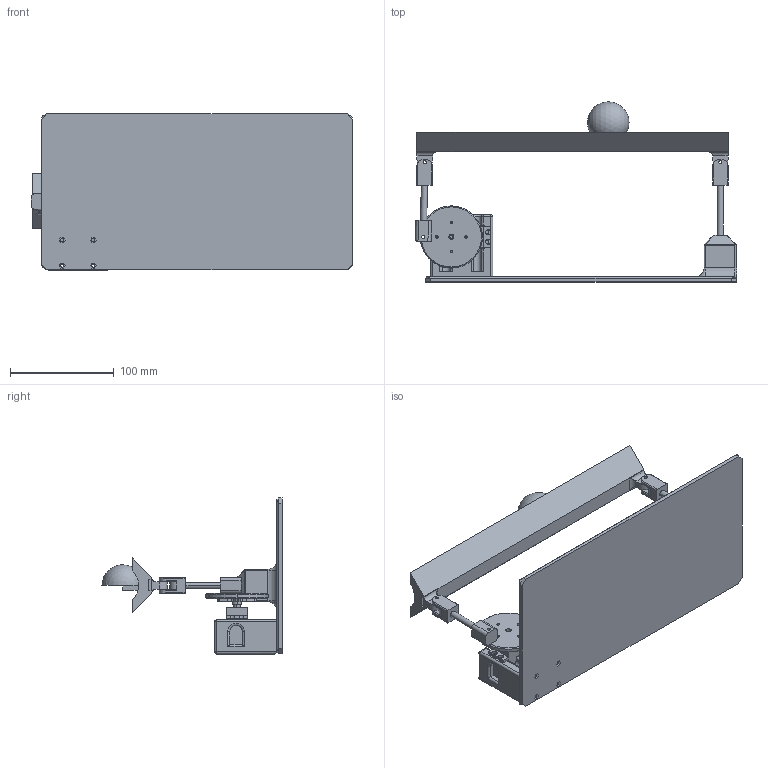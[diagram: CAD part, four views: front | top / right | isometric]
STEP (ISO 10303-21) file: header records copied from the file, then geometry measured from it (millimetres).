
FILE_DESCRIPTION((''),'2;1');
FILE_NAME('BALL_BEAM_V4_ASM','2025-04-10T22:46:16',('quimg'),(''),'CREO PARAMETRIC BY PTC INC, 2024063','CREO PARAMETRIC BY PTC INC, 2024063','');
FILE_SCHEMA(('CONFIG_CONTROL_DESIGN'));
Length unit declared in the file: millimetre
Products named in the file (12): BASE_V4; BASE_SERVO_V4; SERVO_V4; X_V4; RODA_V4; BASE_VARILLA_CURTA; VARILLA_CURTA_V4; FORK_V4; VAR; BALANCE_V4; BALL_V4; BALL_BEAM_V4_ASM
Assembly tree (12 placements, depth 2):
  BALL_BEAM_V4_ASM
    BASE_V4
    BASE_SERVO_V4
    SERVO_V4
    X_V4
    RODA_V4
    BASE_VARILLA_CURTA
    VARILLA_CURTA_V4
    FORK_V4  x2
    VAR
    BALANCE_V4
    BALL_V4
Bounding box: 309.57 x 173.78 x 150.48 mm (x, y, z)
Volume: 519818.7 mm3; surface area: 193285.3 mm2
Topology: 13 solids, 13 shells, 533 faces, 1348 edges, 852 vertices
Faces by surface type: plane 253, cylinder 237, sphere 23, cone 12, torus 8
Entity records: 15632 total; most frequent: CARTESIAN_POINT 2942, DIRECTION 2695, ORIENTED_EDGE 2512, EDGE_CURVE 1256, AXIS2_PLACEMENT_3D 958, VERTEX_POINT 796, VECTOR 779, LINE 779
